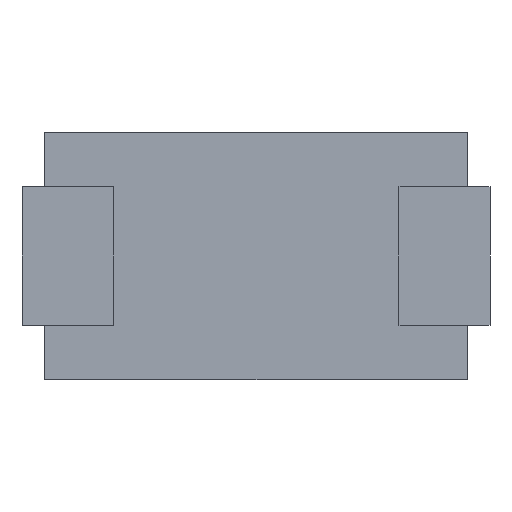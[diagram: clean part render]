
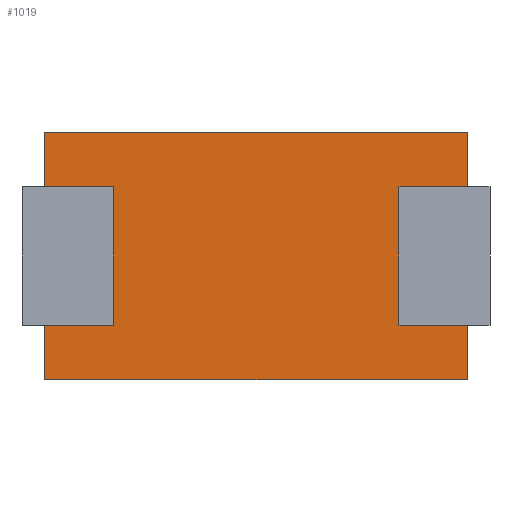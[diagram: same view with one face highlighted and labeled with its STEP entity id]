
A CAD part, front view. The second image highlights one B-rep face of the part: STEP entity #1019.
In plain terms, the highlighted planar face has unit normal (0, -1, 0).
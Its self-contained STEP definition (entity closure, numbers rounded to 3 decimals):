
#23 = EDGE_CURVE ( 'NONE', #1031, #880, #336, .T. ) ;
#26 = PLANE ( 'NONE',  #521 ) ;
#32 = VERTEX_POINT ( 'NONE', #591 ) ;
#42 = CARTESIAN_POINT ( 'NONE',  ( 1.65, 0., -0.8 ) ) ;
#45 = ORIENTED_EDGE ( 'NONE', *, *, #974, .F. ) ;
#46 = ORIENTED_EDGE ( 'NONE', *, *, #298, .F. ) ;
#51 = ORIENTED_EDGE ( 'NONE', *, *, #23, .F. ) ;
#56 = ORIENTED_EDGE ( 'NONE', *, *, #936, .F. ) ;
#58 = EDGE_CURVE ( 'NONE', #432, #141, #69, .T. ) ;
#62 = CARTESIAN_POINT ( 'NONE',  ( 2.439, 0., 1.425 ) ) ;
#69 = LINE ( 'NONE', #795, #659 ) ;
#88 = EDGE_CURVE ( 'NONE', #526, #663, #452, .T. ) ;
#90 = DIRECTION ( 'NONE',  ( 0., 0., -1. ) ) ;
#94 = LINE ( 'NONE', #847, #340 ) ;
#117 = DIRECTION ( 'NONE',  ( -1., 0., 0. ) ) ;
#124 = CARTESIAN_POINT ( 'NONE',  ( -2.439, 0., -0.8 ) ) ;
#128 = VECTOR ( 'NONE', #980, 1000. ) ;
#129 = VECTOR ( 'NONE', #245, 1000. ) ;
#134 = DIRECTION ( 'NONE',  ( 0., 0., 1. ) ) ;
#141 = VERTEX_POINT ( 'NONE', #314 ) ;
#144 = VECTOR ( 'NONE', #216, 1000. ) ;
#177 = ORIENTED_EDGE ( 'NONE', *, *, #88, .F. ) ;
#208 = CARTESIAN_POINT ( 'NONE',  ( -2.439, 0., 1.425 ) ) ;
#209 = DIRECTION ( 'NONE',  ( 0., 0., -1. ) ) ;
#216 = DIRECTION ( 'NONE',  ( 0., 0., 1. ) ) ;
#226 = ORIENTED_EDGE ( 'NONE', *, *, #632, .F. ) ;
#232 = CARTESIAN_POINT ( 'NONE',  ( 0., 0., -0.8 ) ) ;
#245 = DIRECTION ( 'NONE',  ( 0., 0., -1. ) ) ;
#249 = CARTESIAN_POINT ( 'NONE',  ( 1.65, 0., 0.8 ) ) ;
#265 = DIRECTION ( 'NONE',  ( 0., 0., 1. ) ) ;
#275 = CARTESIAN_POINT ( 'NONE',  ( 2.439, 0., -1.425 ) ) ;
#298 = EDGE_CURVE ( 'NONE', #1012, #440, #849, .T. ) ;
#304 = LINE ( 'NONE', #789, #144 ) ;
#314 = CARTESIAN_POINT ( 'NONE',  ( -1.65, 0., 0.8 ) ) ;
#321 = CARTESIAN_POINT ( 'NONE',  ( 1.65, 0., 0. ) ) ;
#328 = EDGE_CURVE ( 'NONE', #880, #32, #612, .T. ) ;
#336 = LINE ( 'NONE', #342, #622 ) ;
#340 = VECTOR ( 'NONE', #117, 1000. ) ;
#342 = CARTESIAN_POINT ( 'NONE',  ( 0., 0., -0.8 ) ) ;
#355 = DIRECTION ( 'NONE',  ( 0., 1., 0. ) ) ;
#372 = CARTESIAN_POINT ( 'NONE',  ( 2.439, 0., -0.8 ) ) ;
#375 = VECTOR ( 'NONE', #798, 1000. ) ;
#425 = VERTEX_POINT ( 'NONE', #62 ) ;
#426 = EDGE_LOOP ( 'NONE', ( #51, #597, #177, #45, #762, #713, #458, #515, #56, #46, #226, #843 ) ) ;
#432 = VERTEX_POINT ( 'NONE', #955 ) ;
#436 = DIRECTION ( 'NONE',  ( 0., 0., 1. ) ) ;
#440 = VERTEX_POINT ( 'NONE', #124 ) ;
#452 = LINE ( 'NONE', #869, #506 ) ;
#458 = ORIENTED_EDGE ( 'NONE', *, *, #531, .F. ) ;
#499 = VECTOR ( 'NONE', #90, 1000. ) ;
#506 = VECTOR ( 'NONE', #626, 1000. ) ;
#515 = ORIENTED_EDGE ( 'NONE', *, *, #58, .F. ) ;
#521 = AXIS2_PLACEMENT_3D ( 'NONE', #913, #355, #436 ) ;
#526 = VERTEX_POINT ( 'NONE', #695 ) ;
#531 = EDGE_CURVE ( 'NONE', #141, #594, #94, .T. ) ;
#579 = LINE ( 'NONE', #805, #499 ) ;
#591 = CARTESIAN_POINT ( 'NONE',  ( 2.439, 0., -1.425 ) ) ;
#594 = VERTEX_POINT ( 'NONE', #609 ) ;
#597 = ORIENTED_EDGE ( 'NONE', *, *, #743, .F. ) ;
#600 = EDGE_CURVE ( 'NONE', #594, #885, #304, .T. ) ;
#609 = CARTESIAN_POINT ( 'NONE',  ( -2.439, 0., 0.8 ) ) ;
#612 = LINE ( 'NONE', #275, #779 ) ;
#622 = VECTOR ( 'NONE', #670, 1000. ) ;
#626 = DIRECTION ( 'NONE',  ( -1., 0., 0. ) ) ;
#632 = EDGE_CURVE ( 'NONE', #32, #1012, #1052, .T. ) ;
#640 = DIRECTION ( 'NONE',  ( 1., 0., 0. ) ) ;
#659 = VECTOR ( 'NONE', #134, 1000. ) ;
#663 = VERTEX_POINT ( 'NONE', #249 ) ;
#670 = DIRECTION ( 'NONE',  ( 1., 0., 0. ) ) ;
#677 = EDGE_CURVE ( 'NONE', #885, #425, #823, .T. ) ;
#693 = VECTOR ( 'NONE', #265, 1000. ) ;
#695 = CARTESIAN_POINT ( 'NONE',  ( 2.439, 0., 0.8 ) ) ;
#713 = ORIENTED_EDGE ( 'NONE', *, *, #600, .F. ) ;
#738 = CARTESIAN_POINT ( 'NONE',  ( -2.25, 0., 1.425 ) ) ;
#743 = EDGE_CURVE ( 'NONE', #663, #1031, #826, .T. ) ;
#762 = ORIENTED_EDGE ( 'NONE', *, *, #677, .F. ) ;
#779 = VECTOR ( 'NONE', #209, 1000. ) ;
#789 = CARTESIAN_POINT ( 'NONE',  ( -2.439, 0., -1.425 ) ) ;
#795 = CARTESIAN_POINT ( 'NONE',  ( -1.65, 0., 0. ) ) ;
#798 = DIRECTION ( 'NONE',  ( -1., 0., 0. ) ) ;
#805 = CARTESIAN_POINT ( 'NONE',  ( 2.439, 0., -1.425 ) ) ;
#809 = CARTESIAN_POINT ( 'NONE',  ( -2.439, 0., -1.425 ) ) ;
#823 = LINE ( 'NONE', #738, #128 ) ;
#826 = LINE ( 'NONE', #321, #129 ) ;
#829 = FACE_OUTER_BOUND ( 'NONE', #426, .T. ) ;
#833 = VECTOR ( 'NONE', #640, 1000. ) ;
#843 = ORIENTED_EDGE ( 'NONE', *, *, #328, .F. ) ;
#847 = CARTESIAN_POINT ( 'NONE',  ( 0., 0., 0.8 ) ) ;
#849 = LINE ( 'NONE', #915, #693 ) ;
#869 = CARTESIAN_POINT ( 'NONE',  ( 0., 0., 0.8 ) ) ;
#880 = VERTEX_POINT ( 'NONE', #372 ) ;
#885 = VERTEX_POINT ( 'NONE', #208 ) ;
#894 = LINE ( 'NONE', #232, #833 ) ;
#913 = CARTESIAN_POINT ( 'NONE',  ( 0., 0., 0. ) ) ;
#915 = CARTESIAN_POINT ( 'NONE',  ( -2.439, 0., -1.425 ) ) ;
#936 = EDGE_CURVE ( 'NONE', #440, #432, #894, .T. ) ;
#955 = CARTESIAN_POINT ( 'NONE',  ( -1.65, 0., -0.8 ) ) ;
#974 = EDGE_CURVE ( 'NONE', #425, #526, #579, .T. ) ;
#980 = DIRECTION ( 'NONE',  ( 1., 0., 0. ) ) ;
#1012 = VERTEX_POINT ( 'NONE', #809 ) ;
#1019 = ADVANCED_FACE ( 'NONE', ( #829 ), #26, .F. ) ;
#1031 = VERTEX_POINT ( 'NONE', #42 ) ;
#1052 = LINE ( 'NONE', #1060, #375 ) ;
#1060 = CARTESIAN_POINT ( 'NONE',  ( -2.25, 0., -1.425 ) ) ;
